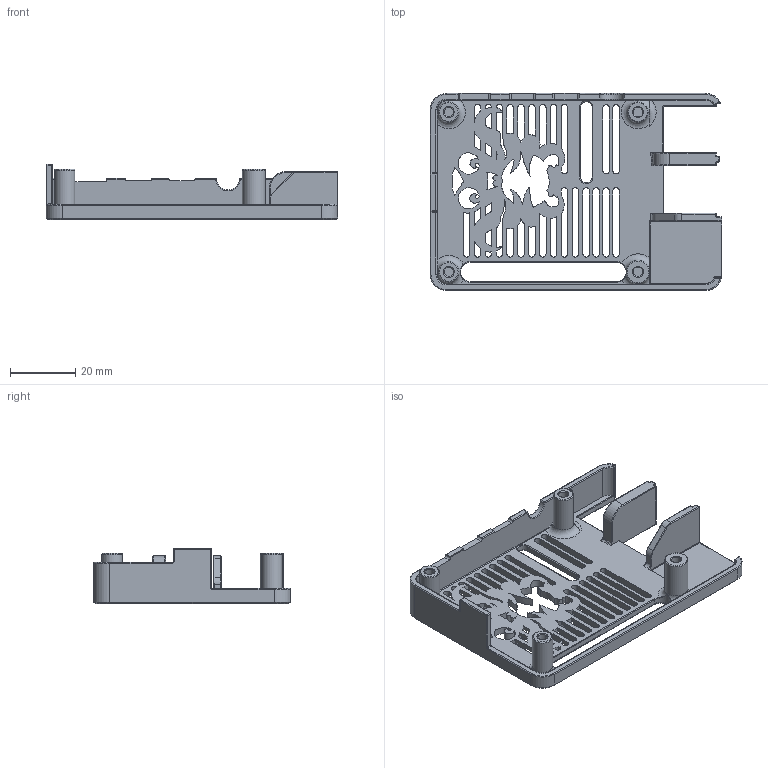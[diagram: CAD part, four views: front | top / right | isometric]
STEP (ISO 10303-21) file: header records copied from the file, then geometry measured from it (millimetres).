
FILE_DESCRIPTION(/* description */ (''),/* implementation_level */ '2;1');
FILE_NAME(/* name */ 'Case Front V4 2,5MM.step',/* time_stamp */ '2019-08-13T09:41:38-04:00',/* author */ (''),/* organization */ (''),/* preprocessor_version */ 'ST-DEVELOPER v18',/* originating_system */ 'Autodesk Translation Framework v8.2.0.1029',/* authorisation */ '');
FILE_SCHEMA (('AUTOMOTIVE_DESIGN { 1 0 10303 214 3 1 1 }'));
Products named in the file (1): Case Front V4 2,5MM
Bounding box: 89.4 x 60.4 x 17.05 mm (x, y, z)
Volume: 13313.5 mm3; surface area: 16445.2 mm2
Topology: 1 solids, 1 shells, 615 faces, 1835 edges, 1195 vertices
Faces by surface type: plane 213, cylinder 160, bspline 146, torus 60, sphere 21, cone 15
Full cylindrical faces by diameter (mm): 2.9 x4, 4.8 x4, 6.2 x3
Entity records: 36415 total; most frequent: CARTESIAN_POINT 21473, ORIENTED_EDGE 3656, DIRECTION 2575, EDGE_CURVE 1828, VERTEX_POINT 1195, AXIS2_PLACEMENT_3D 950, EDGE_LOOP 679, LINE 675
